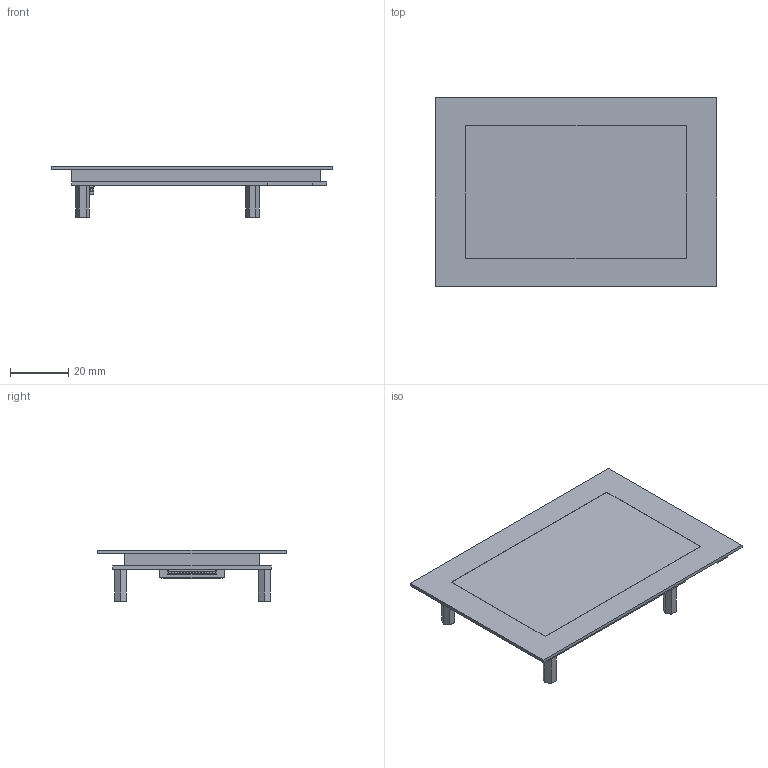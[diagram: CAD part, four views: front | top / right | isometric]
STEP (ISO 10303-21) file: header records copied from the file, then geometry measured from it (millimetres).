
FILE_DESCRIPTION(/* description */ (''),/* implementation_level */ '2;1');
FILE_NAME(/* name */ 'Osoyoo 3.5inch DSI Touchscreen.step',/* time_stamp */ '2021-02-11T12:00:08+01:00',/* author */ (''),/* organization */ (''),/* preprocessor_version */ 'ST-DEVELOPER v18.1',/* originating_system */ 'Autodesk Translation Framework v9.7.1.1290',/* authorisation */ '');
FILE_SCHEMA (('AUTOMOTIVE_DESIGN { 1 0 10303 214 3 1 1 }'));
Length unit declared in the file: millimetre
Products named in the file (6): Osoyoo 3.5inch DSI Touchscreen; DSI connector; Glas; PCB; Display; Spacer
Assembly tree (8 placements, depth 2):
  Osoyoo 3.5inch DSI Touchscreen
    DSI connector
    Glas
    PCB
    Display
    Spacer  x4
Bounding box: 96.5 x 64.5 x 17.5 mm (x, y, z)
Volume: 29365.7 mm3; surface area: 33302.1 mm2
Topology: 23 solids, 23 shells, 812 faces, 2383 edges, 1550 vertices
Faces by surface type: plane 751, cylinder 57, cone 4
Full cylindrical faces by diameter (mm): 2.075 x4, 3 x4
Entity records: 25447 total; most frequent: ORIENTED_EDGE 4556, CARTESIAN_POINT 4540, DIRECTION 3937, EDGE_CURVE 2278, LINE 2169, VECTOR 2169, VERTEX_POINT 1487, AXIS2_PLACEMENT_3D 884
